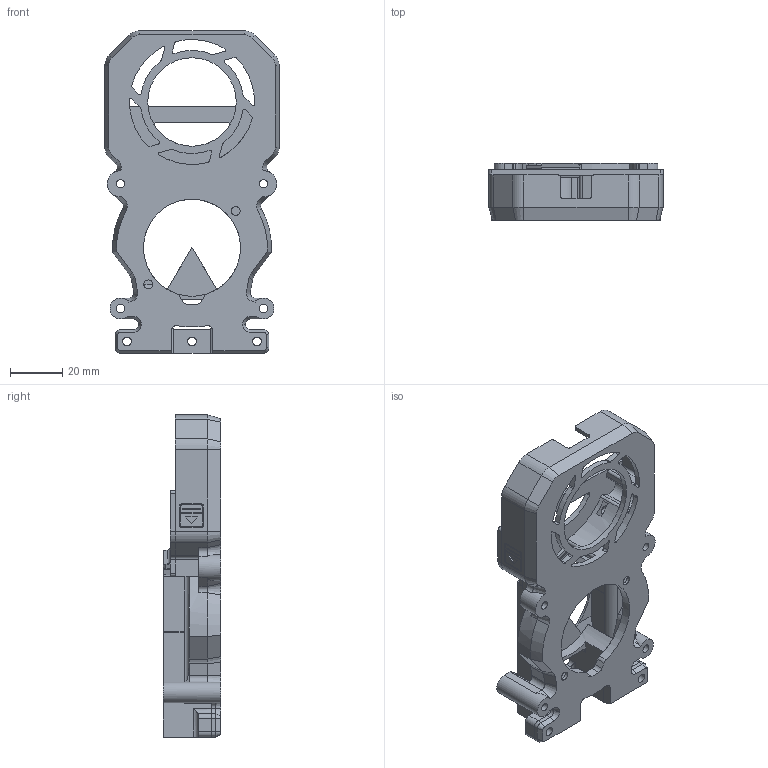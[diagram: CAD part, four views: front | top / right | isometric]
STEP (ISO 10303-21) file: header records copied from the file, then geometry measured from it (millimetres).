
FILE_DESCRIPTION(/* description */ (''),/* implementation_level */ '2;1');
FILE_NAME(/* name */ '(Unsaved).step',/* time_stamp */ '2023-01-10T07:08:04+08:00',/* author */ (''),/* organization */ (''),/* preprocessor_version */ 'ST-DEVELOPER v19.2',/* originating_system */ 'Autodesk Translation Framework v11.17.0.187',/* authorisation */ '');
FILE_SCHEMA (('AUTOMOTIVE_DESIGN { 1 0 10303 214 3 1 1 }'));
Length unit declared in the file: millimetre
Products named in the file (1): (Unsaved)
Bounding box: 67 x 22 x 123.83 mm (x, y, z)
Volume: 41771.1 mm3; surface area: 36188.4 mm2
Topology: 3 solids, 3 shells, 513 faces, 1429 edges, 930 vertices
Faces by surface type: plane 283, cylinder 204, cone 24, torus 2
Full cylindrical faces by diameter (mm): 3.2 x4, 3.3 x5, 3.4 x7, 34 x1
Entity records: 16683 total; most frequent: CARTESIAN_POINT 2986, DIRECTION 2905, ORIENTED_EDGE 2858, EDGE_CURVE 1429, AXIS2_PLACEMENT_3D 979, LINE 947, VECTOR 947, VERTEX_POINT 930
